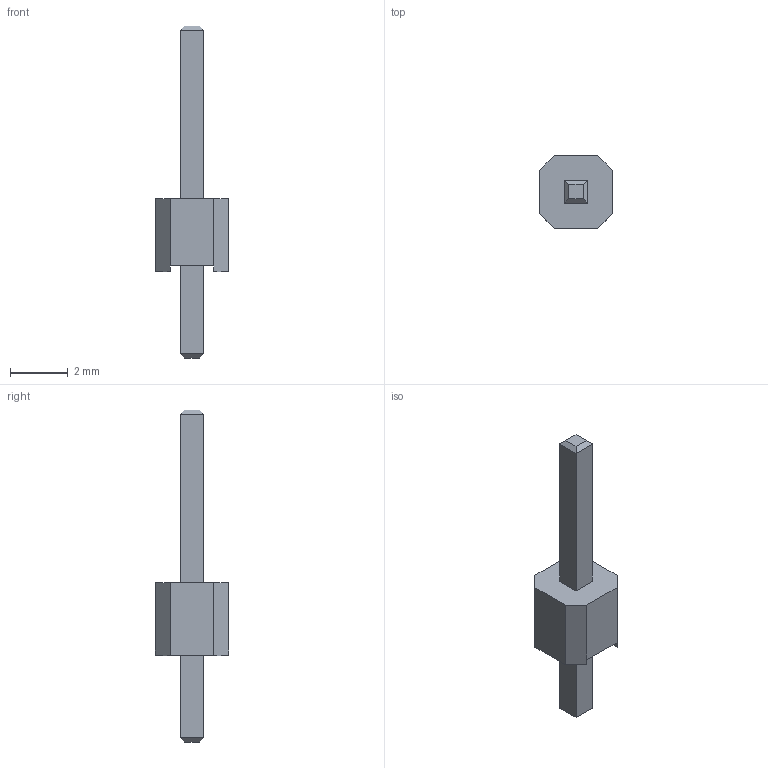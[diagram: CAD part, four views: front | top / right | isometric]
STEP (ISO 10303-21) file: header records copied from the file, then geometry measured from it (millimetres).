
FILE_DESCRIPTION(('FreeCAD Model'),'2;1');
FILE_NAME( '1x01.stp', '2014-10-21T22:19:17',('FreeCAD'),('FreeCAD'), 'Open CASCADE STEP processor 6.6','FreeCAD','Unknown');
FILE_SCHEMA(('AUTOMOTIVE_DESIGN_CC2 { 1 2 10303 214 -1 1 5 4 }'));
Length unit declared in the file: millimetre
Products named in the file (2): Array; Array001
Bounding box: 2.54 x 2.54 x 11.54 mm (x, y, z)
Volume: 20.1 mm3; surface area: 78.7 mm2
Topology: 2 solids, 2 shells, 32 faces, 72 edges, 44 vertices
Faces by surface type: plane 32
Entity records: 1830 total; most frequent: CARTESIAN_POINT 303, DIRECTION 272, LINE 206, VECTOR 206, ORIENTED_EDGE 144, PCURVE 144, DEFINITIONAL_REPRESENTATION 144, EDGE_CURVE 72
